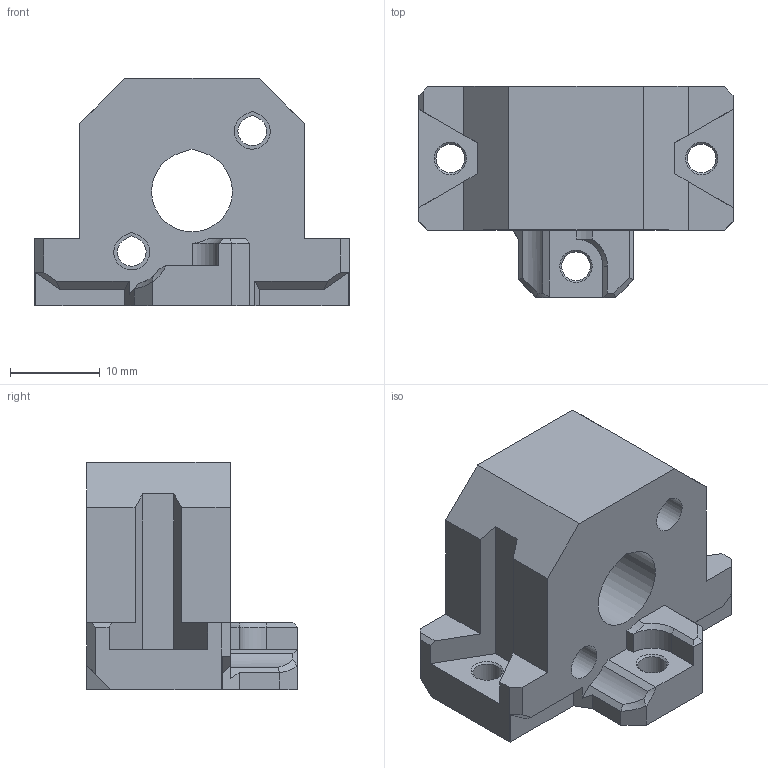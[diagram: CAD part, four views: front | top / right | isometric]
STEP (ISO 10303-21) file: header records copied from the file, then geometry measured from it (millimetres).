
FILE_DESCRIPTION(/* description */ (''),/* implementation_level */ '2;1');
FILE_NAME(/* name */ 'lead-screw-holder-right.step',/* time_stamp */ '2023-01-14T10:31:23+07:00',/* author */ (''),/* organization */ (''),/* preprocessor_version */ 'ST-DEVELOPER v19.2',/* originating_system */ 'Autodesk Translation Framework v11.17.0.187',/* authorisation */ '');
FILE_SCHEMA (('AUTOMOTIVE_DESIGN { 1 0 10303 214 3 1 1 }'));
Length unit declared in the file: millimetre
Products named in the file (1): Lead Screw Holder Right
Bounding box: 35 x 23.5 x 25.29 mm (x, y, z)
Volume: 8803.1 mm3; surface area: 4323 mm2
Topology: 1 solids, 1 shells, 91 faces, 253 edges, 167 vertices
Faces by surface type: plane 73, cylinder 11, cone 5, bspline 2
Full cylindrical faces by diameter (mm): 3.2 x3
Entity records: 2968 total; most frequent: CARTESIAN_POINT 570, ORIENTED_EDGE 506, DIRECTION 453, EDGE_CURVE 253, LINE 213, VECTOR 213, VERTEX_POINT 167, AXIS2_PLACEMENT_3D 120
